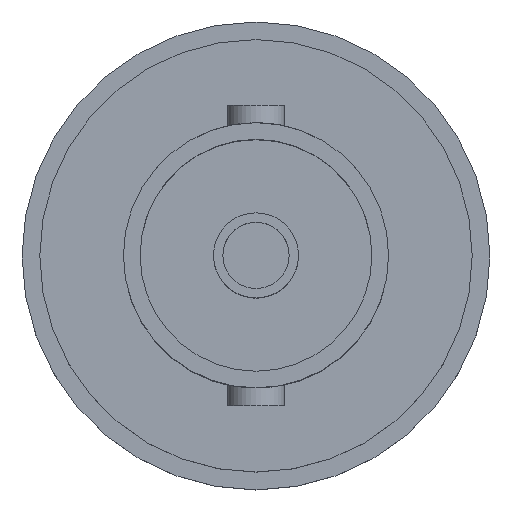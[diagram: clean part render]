
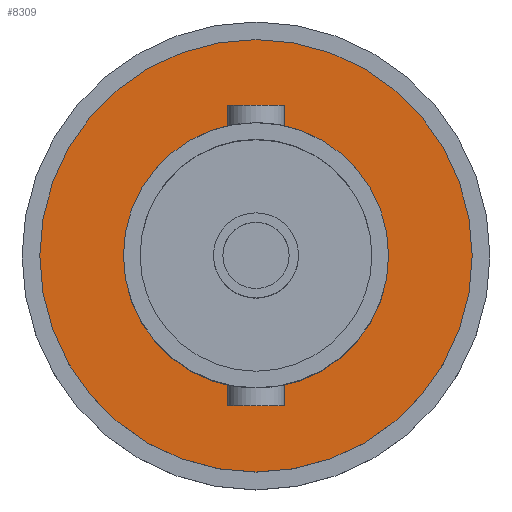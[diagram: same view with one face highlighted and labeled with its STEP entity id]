
A CAD part, top view. The second image highlights one B-rep face of the part: STEP entity #8309.
In plain terms, the highlighted face is planar.
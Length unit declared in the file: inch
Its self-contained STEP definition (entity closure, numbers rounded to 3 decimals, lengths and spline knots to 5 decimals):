
#49 = CARTESIAN_POINT ( 'NONE',  ( 0., 0., -0.20669 ) ) ;
#533 = EDGE_LOOP ( 'NONE', ( #1860, #3850 ) ) ;
#668 = CARTESIAN_POINT ( 'NONE',  ( -0.187, 0., -0.20669 ) ) ;
#1111 = EDGE_CURVE ( 'NONE', #3390, #2933, #3483, .T. ) ;
#1234 = CARTESIAN_POINT ( 'NONE',  ( 0.305, 0., -0.20669 ) ) ;
#1550 = DIRECTION ( 'NONE',  ( 0., 0., 1. ) ) ;
#1579 = ORIENTED_EDGE ( 'NONE', *, *, #5967, .F. ) ;
#1675 = AXIS2_PLACEMENT_3D ( 'NONE', #2827, #2701, #4096 ) ;
#1860 = ORIENTED_EDGE ( 'NONE', *, *, #6823, .T. ) ;
#2140 = DIRECTION ( 'NONE',  ( -1., 0., 0. ) ) ;
#2374 = CARTESIAN_POINT ( 'NONE',  ( 0., 0., -0.20669 ) ) ;
#2406 = CARTESIAN_POINT ( 'NONE',  ( 0., 0., -0.20669 ) ) ;
#2442 = VERTEX_POINT ( 'NONE', #1234 ) ;
#2701 = DIRECTION ( 'NONE',  ( 0., 0., 1. ) ) ;
#2757 = FACE_BOUND ( 'NONE', #533, .T. ) ;
#2827 = CARTESIAN_POINT ( 'NONE',  ( 0., 0., -0.20669 ) ) ;
#2933 = VERTEX_POINT ( 'NONE', #7299 ) ;
#3390 = VERTEX_POINT ( 'NONE', #668 ) ;
#3393 = CARTESIAN_POINT ( 'NONE',  ( 0.305, 0., -0.20669 ) ) ;
#3483 = CIRCLE ( 'NONE', #7195, 0.187 ) ;
#3850 = ORIENTED_EDGE ( 'NONE', *, *, #1111, .T. ) ;
#3930 = ORIENTED_EDGE ( 'NONE', *, *, #6624, .F. ) ;
#4096 = DIRECTION ( 'NONE',  ( 1., 0., 0. ) ) ;
#4150 = DIRECTION ( 'NONE',  ( 1., 0., 0. ) ) ;
#4393 = AXIS2_PLACEMENT_3D ( 'NONE', #3393, #6831, #2140 ) ;
#4680 = AXIS2_PLACEMENT_3D ( 'NONE', #49, #8141, #4709 ) ;
#4709 = DIRECTION ( 'NONE',  ( 1., 0., 0. ) ) ;
#5030 = EDGE_LOOP ( 'NONE', ( #1579, #3930 ) ) ;
#5538 = DIRECTION ( 'NONE',  ( 0., 0., 1. ) ) ;
#5967 = EDGE_CURVE ( 'NONE', #2442, #6835, #8229, .T. ) ;
#6095 = AXIS2_PLACEMENT_3D ( 'NONE', #2374, #1550, #7009 ) ;
#6520 = CIRCLE ( 'NONE', #4680, 0.187 ) ;
#6624 = EDGE_CURVE ( 'NONE', #6835, #2442, #6808, .T. ) ;
#6808 = CIRCLE ( 'NONE', #6095, 0.305 ) ;
#6823 = EDGE_CURVE ( 'NONE', #2933, #3390, #6520, .T. ) ;
#6831 = DIRECTION ( 'NONE',  ( 0., 0., -1. ) ) ;
#6835 = VERTEX_POINT ( 'NONE', #7043 ) ;
#7009 = DIRECTION ( 'NONE',  ( 1., 0., 0. ) ) ;
#7043 = CARTESIAN_POINT ( 'NONE',  ( -0.305, 0., -0.20669 ) ) ;
#7195 = AXIS2_PLACEMENT_3D ( 'NONE', #2406, #5538, #4150 ) ;
#7299 = CARTESIAN_POINT ( 'NONE',  ( 0.187, 0., -0.20669 ) ) ;
#8136 = FACE_OUTER_BOUND ( 'NONE', #5030, .T. ) ;
#8141 = DIRECTION ( 'NONE',  ( 0., 0., 1. ) ) ;
#8223 = PLANE ( 'NONE',  #4393 ) ;
#8229 = CIRCLE ( 'NONE', #1675, 0.305 ) ;
#8309 = ADVANCED_FACE ( 'NONE', ( #2757, #8136 ), #8223, .T. ) ;
